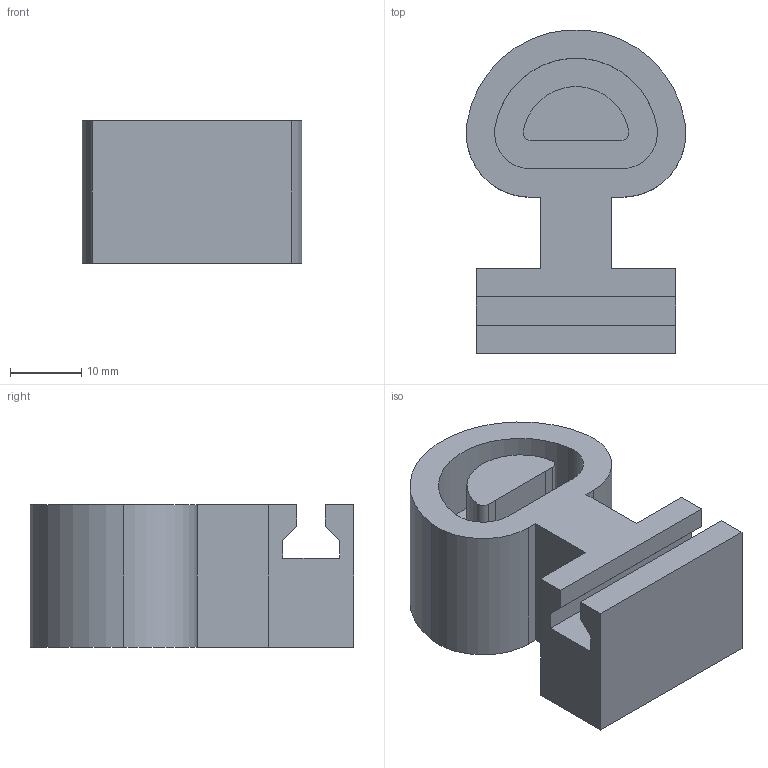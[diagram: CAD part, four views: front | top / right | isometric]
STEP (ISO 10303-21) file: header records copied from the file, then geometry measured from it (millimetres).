
FILE_DESCRIPTION(/* description */ ('STEP AP214'),/* implementation_level */ '2;1');
FILE_NAME(/* name */ '601b36cf061f24149dbcadf2',/* time_stamp */ '2021-02-03T23:50:40+00:00',/* author */ (''),/* organization */ (''),/* preprocessor_version */ 'ST-DEVELOPER v18.1',/* originating_system */ ' ',/* authorisation */ ' ');
FILE_SCHEMA (('AUTOMOTIVE_DESIGN {1 0 10303 214 3 1 1}'));
Length unit declared in the file: metre
Products named in the file (1): Base
Bounding box: 30.85 x 45.45 x 20 mm (x, y, z)
Volume: 17272.8 mm3; surface area: 7102.4 mm2
Topology: 1 solids, 1 shells, 37 faces, 100 edges, 66 vertices
Faces by surface type: plane 28, cylinder 9
Entity records: 1190 total; most frequent: CARTESIAN_POINT 204, ORIENTED_EDGE 200, DIRECTION 194, EDGE_CURVE 100, LINE 82, VECTOR 82, VERTEX_POINT 66, AXIS2_PLACEMENT_3D 56
